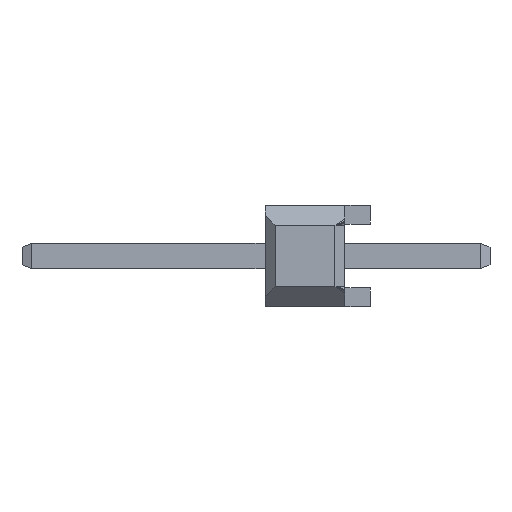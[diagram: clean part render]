
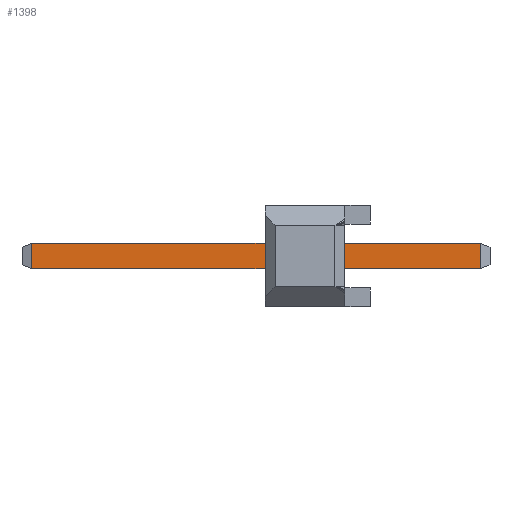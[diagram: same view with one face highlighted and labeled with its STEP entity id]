
A CAD part, left-side view. The second image highlights one B-rep face of the part: STEP entity #1398.
In plain terms, the highlighted planar face has unit normal (-1, 0, 0).
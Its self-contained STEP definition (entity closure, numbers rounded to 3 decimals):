
#1278 = EDGE_CURVE('',#1279,#1281,#1283,.T.);
#1279 = VERTEX_POINT('',#1280);
#1280 = CARTESIAN_POINT('',(-0.32,8.49,-0.32));
#1281 = VERTEX_POINT('',#1282);
#1282 = CARTESIAN_POINT('',(-0.32,-2.75,-0.32));
#1283 = LINE('',#1284,#1285);
#1284 = CARTESIAN_POINT('',(-0.32,8.74,-0.32));
#1285 = VECTOR('',#1286,1.);
#1286 = DIRECTION('',(0.,-1.,0.));
#1373 = VERTEX_POINT('',#1374);
#1374 = CARTESIAN_POINT('',(-0.32,-2.75,0.32));
#1380 = EDGE_CURVE('',#1381,#1373,#1383,.T.);
#1381 = VERTEX_POINT('',#1382);
#1382 = CARTESIAN_POINT('',(-0.32,8.49,0.32));
#1383 = LINE('',#1384,#1385);
#1384 = CARTESIAN_POINT('',(-0.32,8.74,0.32));
#1385 = VECTOR('',#1386,1.);
#1386 = DIRECTION('',(0.,-1.,0.));
#1398 = ADVANCED_FACE('',(#1399),#1415,.F.);
#1399 = FACE_BOUND('',#1400,.F.);
#1400 = EDGE_LOOP('',(#1401,#1402,#1408,#1409));
#1401 = ORIENTED_EDGE('',*,*,#1380,.T.);
#1402 = ORIENTED_EDGE('',*,*,#1403,.T.);
#1403 = EDGE_CURVE('',#1373,#1281,#1404,.T.);
#1404 = LINE('',#1405,#1406);
#1405 = CARTESIAN_POINT('',(-0.32,-2.75,0.32));
#1406 = VECTOR('',#1407,1.);
#1407 = DIRECTION('',(0.,0.,-1.));
#1408 = ORIENTED_EDGE('',*,*,#1278,.F.);
#1409 = ORIENTED_EDGE('',*,*,#1410,.F.);
#1410 = EDGE_CURVE('',#1381,#1279,#1411,.T.);
#1411 = LINE('',#1412,#1413);
#1412 = CARTESIAN_POINT('',(-0.32,8.49,0.32));
#1413 = VECTOR('',#1414,1.);
#1414 = DIRECTION('',(0.,0.,-1.));
#1415 = PLANE('',#1416);
#1416 = AXIS2_PLACEMENT_3D('',#1417,#1418,#1419);
#1417 = CARTESIAN_POINT('',(-0.32,8.74,0.32));
#1418 = DIRECTION('',(1.,0.,0.));
#1419 = DIRECTION('',(0.,0.,-1.));
